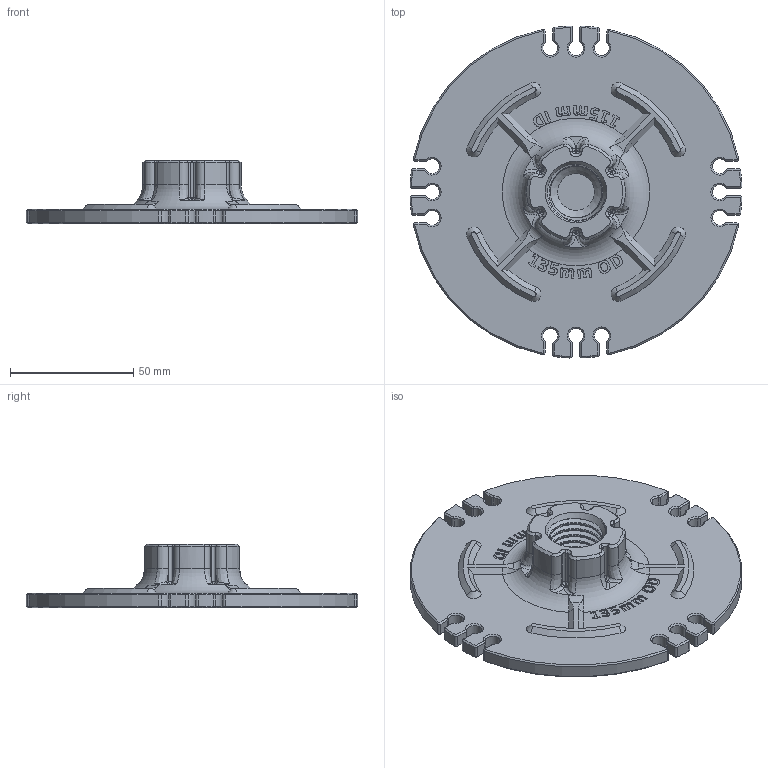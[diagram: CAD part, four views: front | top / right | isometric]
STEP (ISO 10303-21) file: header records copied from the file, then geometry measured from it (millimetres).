
FILE_DESCRIPTION(/* description */ (''),/* implementation_level */ '2;1');
FILE_NAME(/* name */ 'OSSM - Toy Mounting - Tie Down And Suction Plate 135mm.step',/* time_stamp */ '2025-05-13T23:53:26-04:00',/* author */ (''),/* organization */ (''),/* preprocessor_version */ 'ST-DEVELOPER v20.1',/* originating_system */ 'Autodesk Translation Framework v14.4.0.0',/* authorisation */ '');
FILE_SCHEMA (('AUTOMOTIVE_DESIGN { 1 0 10303 214 3 1 1 }'));
Length unit declared in the file: millimetre
Products named in the file (1): Tie Down And Suction Plate 135mm
Bounding box: 134.9 x 134.94 x 26 mm (x, y, z)
Volume: 102594.8 mm3; surface area: 36028.9 mm2
Topology: 1 solids, 1 shells, 1183 faces, 3244 edges, 2064 vertices
Faces by surface type: bspline 681, plane 210, cone 150, cylinder 131, torus 11
Full cylindrical faces by diameter (mm): 21.002 x3, 24.349 x5
Entity records: 49047 total; most frequent: CARTESIAN_POINT 24024, ORIENTED_EDGE 6464, EDGE_CURVE 3232, DIRECTION 3071, VERTEX_POINT 2064, B_SPLINE_CURVE_WITH_KNOTS 1539, LINE 1283, VECTOR 1283
